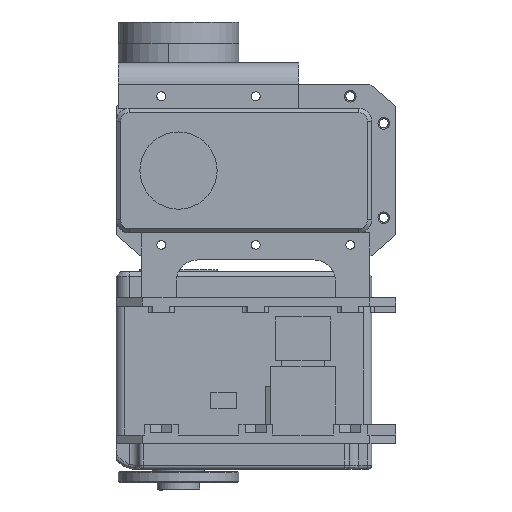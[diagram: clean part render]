
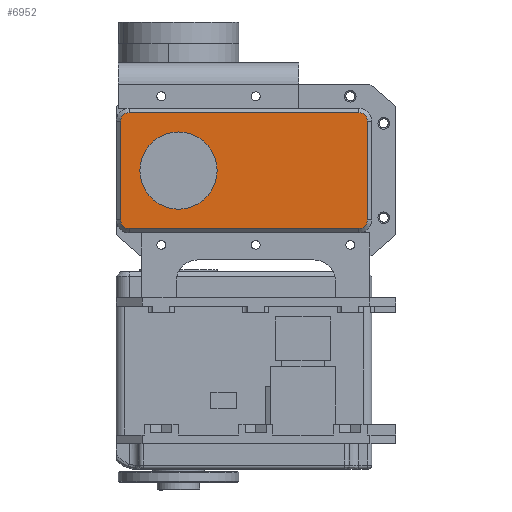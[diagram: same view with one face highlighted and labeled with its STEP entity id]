
A CAD part, left-side view. The second image highlights one B-rep face of the part: STEP entity #6952.
In plain terms, the highlighted planar face has unit normal (-1, 0, 0).
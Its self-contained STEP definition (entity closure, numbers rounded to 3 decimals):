
#80 = CARTESIAN_POINT ( 'NONE',  ( 0., -3., 35.1 ) ) ;
#203 = DIRECTION ( 'NONE',  ( 1., 0., 0. ) ) ;
#797 = DIRECTION ( 'NONE',  ( -1., 0., 0. ) ) ;
#870 = CARTESIAN_POINT ( 'NONE',  ( 0., -58.5, 35.1 ) ) ;
#1593 = CIRCLE ( 'NONE', #35295, 9. ) ;
#3367 = CARTESIAN_POINT ( 'NONE',  ( 0., -14.5, 23.6 ) ) ;
#3422 = CARTESIAN_POINT ( 'NONE',  ( 0., -56.5, 10.1 ) ) ;
#4396 = EDGE_CURVE ( 'NONE', #11201, #9173, #20507, .T. ) ;
#4453 = CARTESIAN_POINT ( 'NONE',  ( 0., -3., 12.1 ) ) ;
#5113 = VERTEX_POINT ( 'NONE', #25128 ) ;
#5360 = DIRECTION ( 'NONE',  ( 0., 0., -1. ) ) ;
#5457 = CARTESIAN_POINT ( 'NONE',  ( 0., -14.5, 23.6 ) ) ;
#5777 = CARTESIAN_POINT ( 'NONE',  ( 0., -14.5, 10.1 ) ) ;
#6164 = DIRECTION ( 'NONE',  ( 0., 0., -1. ) ) ;
#6190 = DIRECTION ( 'NONE',  ( -1., 0., 0. ) ) ;
#6952 = ADVANCED_FACE ( 'NONE', ( #9267, #32740 ), #34310, .T. ) ;
#7716 = ORIENTED_EDGE ( 'NONE', *, *, #18601, .T. ) ;
#8264 = EDGE_CURVE ( 'NONE', #9406, #29178, #23505, .T. ) ;
#8691 = EDGE_CURVE ( 'NONE', #24546, #32158, #13940, .T. ) ;
#9173 = VERTEX_POINT ( 'NONE', #34092 ) ;
#9267 = FACE_BOUND ( 'NONE', #29632, .T. ) ;
#9406 = VERTEX_POINT ( 'NONE', #16728 ) ;
#11201 = VERTEX_POINT ( 'NONE', #38784 ) ;
#11517 = CARTESIAN_POINT ( 'NONE',  ( 0., -56.5, 37.1 ) ) ;
#11760 = CARTESIAN_POINT ( 'NONE',  ( 0., -1., 23.6 ) ) ;
#12156 = VECTOR ( 'NONE', #21546, 1000. ) ;
#12441 = VERTEX_POINT ( 'NONE', #12736 ) ;
#12736 = CARTESIAN_POINT ( 'NONE',  ( 0., -3., 37.1 ) ) ;
#12763 = CARTESIAN_POINT ( 'NONE',  ( 0., -14.5, 23.6 ) ) ;
#13065 = CIRCLE ( 'NONE', #24981, 2. ) ;
#13348 = ORIENTED_EDGE ( 'NONE', *, *, #8691, .T. ) ;
#13657 = ORIENTED_EDGE ( 'NONE', *, *, #8264, .T. ) ;
#13686 = DIRECTION ( 'NONE',  ( 0., 0., -1. ) ) ;
#13940 = LINE ( 'NONE', #16923, #23957 ) ;
#14374 = ORIENTED_EDGE ( 'NONE', *, *, #21621, .T. ) ;
#14780 = DIRECTION ( 'NONE',  ( 0., 0., -1. ) ) ;
#15018 = EDGE_CURVE ( 'NONE', #30459, #12441, #32105, .T. ) ;
#15265 = DIRECTION ( 'NONE',  ( -1., 0., 0. ) ) ;
#15977 = EDGE_CURVE ( 'NONE', #12441, #5113, #38676, .T. ) ;
#16052 = LINE ( 'NONE', #11760, #22756 ) ;
#16303 = VECTOR ( 'NONE', #27657, 1000. ) ;
#16728 = CARTESIAN_POINT ( 'NONE',  ( 0., -14.5, 14.6 ) ) ;
#16851 = CARTESIAN_POINT ( 'NONE',  ( 0., -58.5, 12.1 ) ) ;
#16923 = CARTESIAN_POINT ( 'NONE',  ( 0., -58.5, 23.6 ) ) ;
#17058 = ORIENTED_EDGE ( 'NONE', *, *, #15018, .T. ) ;
#17934 = VERTEX_POINT ( 'NONE', #3422 ) ;
#18601 = EDGE_CURVE ( 'NONE', #17934, #24546, #32408, .T. ) ;
#18814 = ORIENTED_EDGE ( 'NONE', *, *, #25727, .T. ) ;
#19338 = DIRECTION ( 'NONE',  ( 0., 0., 1. ) ) ;
#20310 = LINE ( 'NONE', #5777, #12156 ) ;
#20507 = CIRCLE ( 'NONE', #35627, 2. ) ;
#20847 = EDGE_LOOP ( 'NONE', ( #17058, #38189, #18814, #30757, #22660, #7716, #13348, #14374 ) ) ;
#21434 = DIRECTION ( 'NONE',  ( 0., 0., 1. ) ) ;
#21546 = DIRECTION ( 'NONE',  ( 0., -1., 0. ) ) ;
#21621 = EDGE_CURVE ( 'NONE', #32158, #30459, #13065, .T. ) ;
#22059 = AXIS2_PLACEMENT_3D ( 'NONE', #12763, #797, #19338 ) ;
#22660 = ORIENTED_EDGE ( 'NONE', *, *, #36257, .T. ) ;
#22756 = VECTOR ( 'NONE', #5360, 1000. ) ;
#22828 = DIRECTION ( 'NONE',  ( 0., 0., -1. ) ) ;
#23094 = DIRECTION ( 'NONE',  ( -1., 0., 0. ) ) ;
#23505 = CIRCLE ( 'NONE', #35212, 9. ) ;
#23957 = VECTOR ( 'NONE', #37851, 1000. ) ;
#24024 = DIRECTION ( 'NONE',  ( 0., 0., 1. ) ) ;
#24546 = VERTEX_POINT ( 'NONE', #16851 ) ;
#24894 = CARTESIAN_POINT ( 'NONE',  ( 0., -14.5, 32.6 ) ) ;
#24981 = AXIS2_PLACEMENT_3D ( 'NONE', #27552, #15265, #6164 ) ;
#25128 = CARTESIAN_POINT ( 'NONE',  ( 0., -1., 35.1 ) ) ;
#25727 = EDGE_CURVE ( 'NONE', #5113, #11201, #16052, .T. ) ;
#25837 = DIRECTION ( 'NONE',  ( -1., 0., 0. ) ) ;
#26173 = CARTESIAN_POINT ( 'NONE',  ( 0., -56.5, 12.1 ) ) ;
#27552 = CARTESIAN_POINT ( 'NONE',  ( 0., -56.5, 35.1 ) ) ;
#27657 = DIRECTION ( 'NONE',  ( 0., 1., 0. ) ) ;
#27993 = AXIS2_PLACEMENT_3D ( 'NONE', #26173, #23094, #22828 ) ;
#29178 = VERTEX_POINT ( 'NONE', #24894 ) ;
#29632 = EDGE_LOOP ( 'NONE', ( #31735, #13657 ) ) ;
#29949 = DIRECTION ( 'NONE',  ( 1., 0., 0. ) ) ;
#30459 = VERTEX_POINT ( 'NONE', #11517 ) ;
#30757 = ORIENTED_EDGE ( 'NONE', *, *, #4396, .T. ) ;
#30876 = CARTESIAN_POINT ( 'NONE',  ( 0., -14.5, 37.1 ) ) ;
#31735 = ORIENTED_EDGE ( 'NONE', *, *, #37205, .T. ) ;
#32105 = LINE ( 'NONE', #30876, #16303 ) ;
#32158 = VERTEX_POINT ( 'NONE', #870 ) ;
#32408 = CIRCLE ( 'NONE', #27993, 2. ) ;
#32740 = FACE_OUTER_BOUND ( 'NONE', #20847, .T. ) ;
#34092 = CARTESIAN_POINT ( 'NONE',  ( 0., -3., 10.1 ) ) ;
#34310 = PLANE ( 'NONE',  #22059 ) ;
#35212 = AXIS2_PLACEMENT_3D ( 'NONE', #5457, #29949, #24024 ) ;
#35295 = AXIS2_PLACEMENT_3D ( 'NONE', #3367, #203, #21434 ) ;
#35627 = AXIS2_PLACEMENT_3D ( 'NONE', #4453, #25837, #13686 ) ;
#36257 = EDGE_CURVE ( 'NONE', #9173, #17934, #20310, .T. ) ;
#37205 = EDGE_CURVE ( 'NONE', #29178, #9406, #1593, .T. ) ;
#37392 = AXIS2_PLACEMENT_3D ( 'NONE', #80, #6190, #14780 ) ;
#37851 = DIRECTION ( 'NONE',  ( 0., 0., 1. ) ) ;
#38189 = ORIENTED_EDGE ( 'NONE', *, *, #15977, .T. ) ;
#38676 = CIRCLE ( 'NONE', #37392, 2. ) ;
#38784 = CARTESIAN_POINT ( 'NONE',  ( 0., -1., 12.1 ) ) ;
